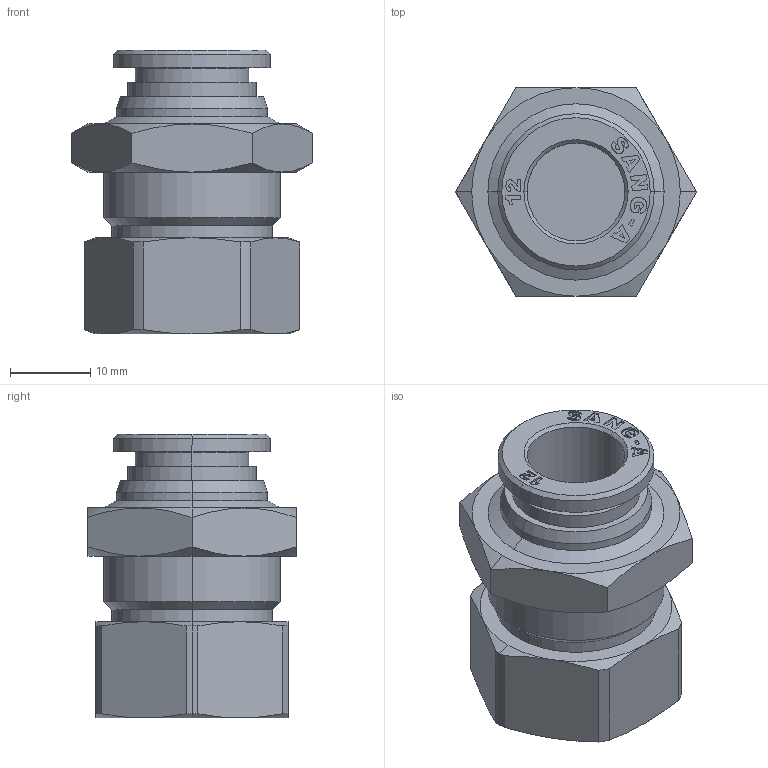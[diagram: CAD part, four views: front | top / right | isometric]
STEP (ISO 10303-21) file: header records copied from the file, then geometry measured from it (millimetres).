
FILE_DESCRIPTION((''),'2;1');
FILE_NAME('GPMF_1202(3D).stp','2012-12-24T17:54:47',(''),(''),'Mechanical Desktop.R8.0.24.0','Mechanical Desktop.R8.0.24.0',', , ');
FILE_SCHEMA(('CONFIG_CONTROL_DESIGN'));
Length unit declared in the file: millimetre
Products named in the file (2): GPMF_1202(3D); ºÎÇ°1
Assembly tree (1 placements, depth 2):
  GPMF_1202(3D)
    ºÎÇ°1
Bounding box: 30.02 x 26 x 35.4 mm (x, y, z)
Volume: 10882 mm3; surface area: 5434.9 mm2
Topology: 1 solids, 1 shells, 430 faces, 1182 edges, 772 vertices
Faces by surface type: plane 354, cone 48, cylinder 23, bspline 5
Entity records: 13515 total; most frequent: CARTESIAN_POINT 2575, ORIENTED_EDGE 2364, DIRECTION 2072, EDGE_CURVE 1182, VECTOR 1030, LINE 1030, VERTEX_POINT 772, AXIS2_PLACEMENT_3D 521
